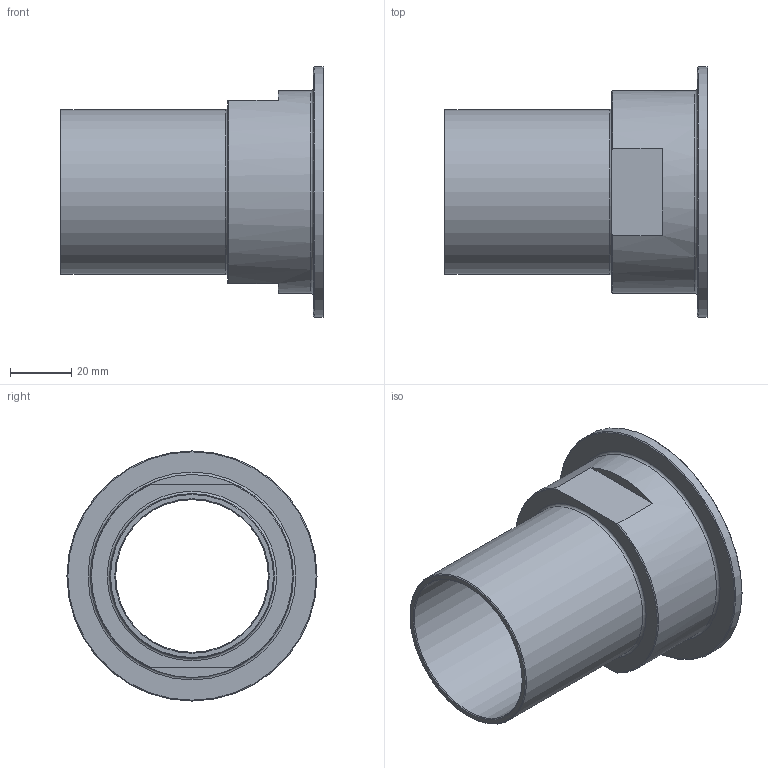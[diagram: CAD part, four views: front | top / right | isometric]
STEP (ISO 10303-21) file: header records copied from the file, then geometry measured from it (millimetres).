
FILE_DESCRIPTION(/* description */ (''),/* implementation_level */ '2;1');
FILE_NAME(/* name */ '3D_R666-PE-54-DN80_17113488.stp',/* time_stamp */ '2021-06-18T14:33:10+02:00',/* author */ ('cad'),/* organization */ (''),/* preprocessor_version */ 'ST-DEVELOPER v18.1',/* originating_system */ 'Autodesk Inventor 2022',/* authorisation */ '');
FILE_SCHEMA (('AUTOMOTIVE_DESIGN { 1 0 10303 214 3 1 1 }'));
Length unit declared in the file: millimetre
Products named in the file (1): 3D_R666-PE-54-DN80_17113488
Bounding box: 86.5 x 82 x 82 mm (x, y, z)
Volume: 68875.7 mm3; surface area: 35695.1 mm2
Topology: 1 solids, 1 shells, 21 faces, 50 edges, 33 vertices
Faces by surface type: plane 8, cone 7, cylinder 4, torus 2
Full cylindrical faces by diameter (mm): 50 x1, 54 x1, 66.5 x1, 82 x1
Entity records: 666 total; most frequent: DIRECTION 119, CARTESIAN_POINT 113, ORIENTED_EDGE 100, AXIS2_PLACEMENT_3D 51, EDGE_CURVE 50, VERTEX_POINT 33, CIRCLE 29, EDGE_LOOP 25
